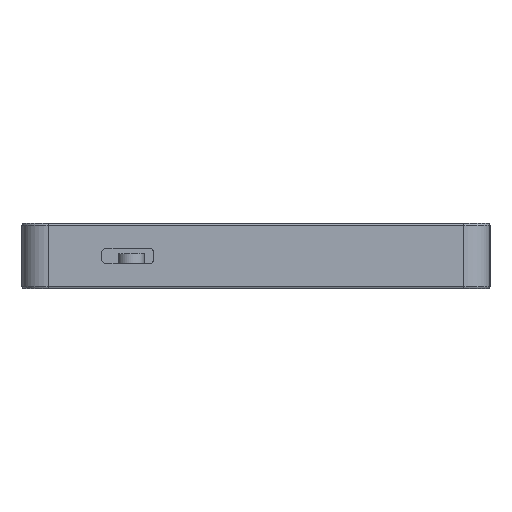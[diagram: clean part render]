
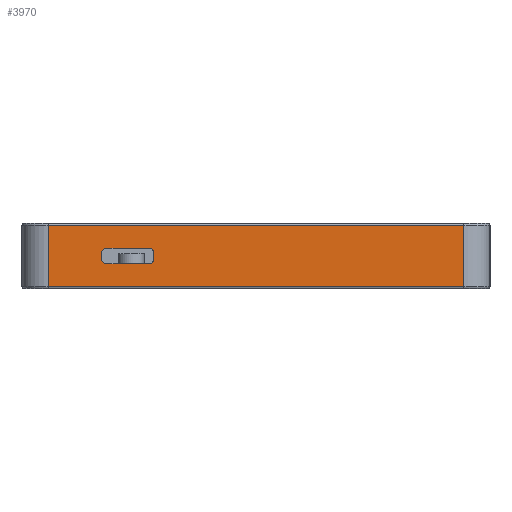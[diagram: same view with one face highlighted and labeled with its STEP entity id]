
A CAD part, left-side view. The second image highlights one B-rep face of the part: STEP entity #3970.
In plain terms, the highlighted planar face has unit normal (-1, 0, 0).
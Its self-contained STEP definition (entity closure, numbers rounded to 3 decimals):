
#2680 = VERTEX_POINT('',#2681);
#2681 = CARTESIAN_POINT('',(0.,101.25,14.5));
#2690 = VERTEX_POINT('',#2691);
#2691 = CARTESIAN_POINT('',(0.,6.,14.5));
#2698 = EDGE_CURVE('',#2680,#2690,#2699,.T.);
#2699 = LINE('',#2700,#2701);
#2700 = CARTESIAN_POINT('',(0.,101.25,14.5));
#2701 = VECTOR('',#2702,1.);
#2702 = DIRECTION('',(0.,-1.,0.));
#3569 = EDGE_CURVE('',#3570,#3572,#3574,.T.);
#3570 = VERTEX_POINT('',#3571);
#3571 = CARTESIAN_POINT('',(0.,78.2,9.3));
#3572 = VERTEX_POINT('',#3573);
#3573 = CARTESIAN_POINT('',(0.,87.8,9.3));
#3574 = LINE('',#3575,#3576);
#3575 = CARTESIAN_POINT('',(0.,78.2,9.3));
#3576 = VECTOR('',#3577,1.);
#3577 = DIRECTION('',(0.,1.,0.));
#3600 = EDGE_CURVE('',#3572,#3601,#3603,.T.);
#3601 = VERTEX_POINT('',#3602);
#3602 = CARTESIAN_POINT('',(0.,89.,8.1));
#3603 = CIRCLE('',#3604,1.2);
#3604 = AXIS2_PLACEMENT_3D('',#3605,#3606,#3607);
#3605 = CARTESIAN_POINT('',(0.,87.8,8.1));
#3606 = DIRECTION('',(-1.,0.,0.));
#3607 = DIRECTION('',(0.,-1.,0.));
#3625 = EDGE_CURVE('',#3601,#3626,#3628,.T.);
#3626 = VERTEX_POINT('',#3627);
#3627 = CARTESIAN_POINT('',(0.,89.,6.9));
#3628 = LINE('',#3629,#3630);
#3629 = CARTESIAN_POINT('',(0.,89.,8.1));
#3630 = VECTOR('',#3631,1.);
#3631 = DIRECTION('',(0.,0.,-1.));
#3649 = EDGE_CURVE('',#3626,#3650,#3652,.T.);
#3650 = VERTEX_POINT('',#3651);
#3651 = CARTESIAN_POINT('',(0.,87.8,5.7));
#3652 = CIRCLE('',#3653,1.2);
#3653 = AXIS2_PLACEMENT_3D('',#3654,#3655,#3656);
#3654 = CARTESIAN_POINT('',(0.,87.8,6.9));
#3655 = DIRECTION('',(-1.,0.,0.));
#3656 = DIRECTION('',(0.,-1.,0.));
#3674 = EDGE_CURVE('',#3650,#3675,#3677,.T.);
#3675 = VERTEX_POINT('',#3676);
#3676 = CARTESIAN_POINT('',(0.,78.2,5.7));
#3677 = LINE('',#3678,#3679);
#3678 = CARTESIAN_POINT('',(0.,87.8,5.7));
#3679 = VECTOR('',#3680,1.);
#3680 = DIRECTION('',(0.,-1.,0.));
#3698 = EDGE_CURVE('',#3675,#3699,#3701,.T.);
#3699 = VERTEX_POINT('',#3700);
#3700 = CARTESIAN_POINT('',(0.,77.,6.9));
#3701 = CIRCLE('',#3702,1.2);
#3702 = AXIS2_PLACEMENT_3D('',#3703,#3704,#3705);
#3703 = CARTESIAN_POINT('',(0.,78.2,6.9));
#3704 = DIRECTION('',(-1.,0.,0.));
#3705 = DIRECTION('',(0.,-1.,0.));
#3723 = EDGE_CURVE('',#3699,#3724,#3726,.T.);
#3724 = VERTEX_POINT('',#3725);
#3725 = CARTESIAN_POINT('',(0.,77.,8.1));
#3726 = LINE('',#3727,#3728);
#3727 = CARTESIAN_POINT('',(0.,77.,6.9));
#3728 = VECTOR('',#3729,1.);
#3729 = DIRECTION('',(0.,0.,1.));
#3747 = EDGE_CURVE('',#3724,#3570,#3748,.T.);
#3748 = CIRCLE('',#3749,1.2);
#3749 = AXIS2_PLACEMENT_3D('',#3750,#3751,#3752);
#3750 = CARTESIAN_POINT('',(0.,78.2,8.1));
#3751 = DIRECTION('',(-1.,0.,0.));
#3752 = DIRECTION('',(0.,-1.,0.));
#3970 = ADVANCED_FACE('',(#3971,#3996),#4006,.F.);
#3971 = FACE_BOUND('',#3972,.F.);
#3972 = EDGE_LOOP('',(#3973,#3981,#3982,#3990));
#3973 = ORIENTED_EDGE('',*,*,#3974,.T.);
#3974 = EDGE_CURVE('',#3975,#2680,#3977,.T.);
#3975 = VERTEX_POINT('',#3976);
#3976 = CARTESIAN_POINT('',(0.,101.25,0.5));
#3977 = LINE('',#3978,#3979);
#3978 = CARTESIAN_POINT('',(0.,101.25,0.));
#3979 = VECTOR('',#3980,1.);
#3980 = DIRECTION('',(0.,0.,1.));
#3981 = ORIENTED_EDGE('',*,*,#2698,.T.);
#3982 = ORIENTED_EDGE('',*,*,#3983,.F.);
#3983 = EDGE_CURVE('',#3984,#2690,#3986,.T.);
#3984 = VERTEX_POINT('',#3985);
#3985 = CARTESIAN_POINT('',(0.,6.,0.5));
#3986 = LINE('',#3987,#3988);
#3987 = CARTESIAN_POINT('',(0.,6.,0.));
#3988 = VECTOR('',#3989,1.);
#3989 = DIRECTION('',(0.,0.,1.));
#3990 = ORIENTED_EDGE('',*,*,#3991,.F.);
#3991 = EDGE_CURVE('',#3975,#3984,#3992,.T.);
#3992 = LINE('',#3993,#3994);
#3993 = CARTESIAN_POINT('',(0.,101.25,0.5));
#3994 = VECTOR('',#3995,1.);
#3995 = DIRECTION('',(0.,-1.,0.));
#3996 = FACE_BOUND('',#3997,.F.);
#3997 = EDGE_LOOP('',(#3998,#3999,#4000,#4001,#4002,#4003,#4004,#4005));
#3998 = ORIENTED_EDGE('',*,*,#3600,.T.);
#3999 = ORIENTED_EDGE('',*,*,#3625,.T.);
#4000 = ORIENTED_EDGE('',*,*,#3649,.T.);
#4001 = ORIENTED_EDGE('',*,*,#3674,.T.);
#4002 = ORIENTED_EDGE('',*,*,#3698,.T.);
#4003 = ORIENTED_EDGE('',*,*,#3723,.T.);
#4004 = ORIENTED_EDGE('',*,*,#3747,.T.);
#4005 = ORIENTED_EDGE('',*,*,#3569,.T.);
#4006 = PLANE('',#4007);
#4007 = AXIS2_PLACEMENT_3D('',#4008,#4009,#4010);
#4008 = CARTESIAN_POINT('',(0.,101.25,0.));
#4009 = DIRECTION('',(1.,0.,0.));
#4010 = DIRECTION('',(0.,-1.,0.));
